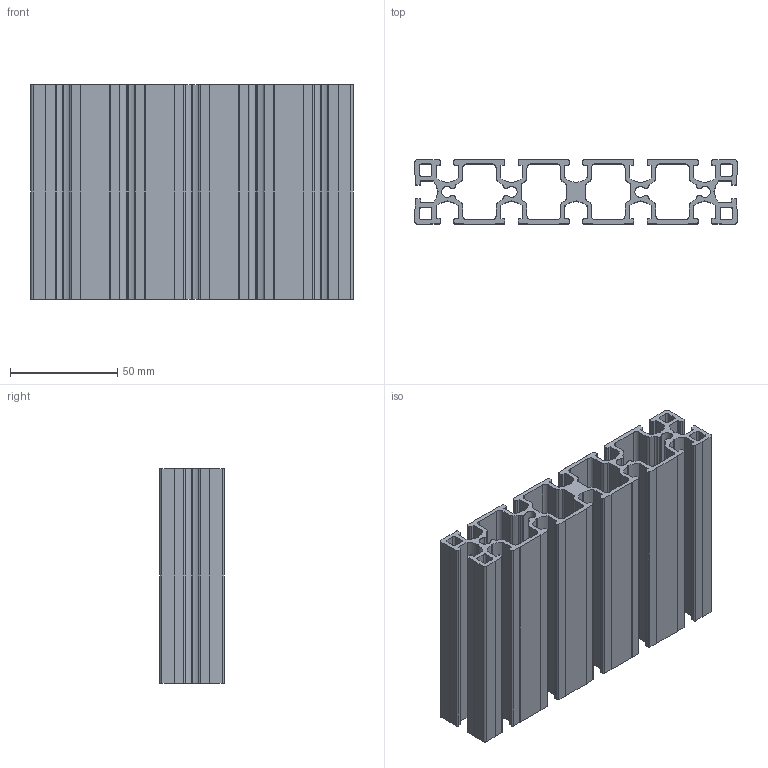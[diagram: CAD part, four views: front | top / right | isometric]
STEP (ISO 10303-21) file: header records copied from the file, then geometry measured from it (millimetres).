
FILE_DESCRIPTION((''),'2;1');
FILE_NAME('AF30150-6.stp','2009-10-15T11:42:00',('Administrator'),(''),'Autodesk Inventor 2008','Autodesk Inventor 2008','');
FILE_SCHEMA(('AUTOMOTIVE_DESIGN { 1 0 10303 214 1 1 1 1 }'));
Length unit declared in the file: millimetre
Products named in the file (1): 071152
Bounding box: 150 x 30 x 100 mm (x, y, z)
Volume: 132747.1 mm3; surface area: 115807.7 mm2
Topology: 1 solids, 1 shells, 438 faces, 1308 edges, 872 vertices
Faces by surface type: cylinder 248, plane 190
Entity records: 14966 total; most frequent: DIRECTION 2682, CARTESIAN_POINT 2619, ORIENTED_EDGE 2616, EDGE_CURVE 1308, AXIS2_PLACEMENT_3D 935, VERTEX_POINT 872, VECTOR 812, LINE 812
